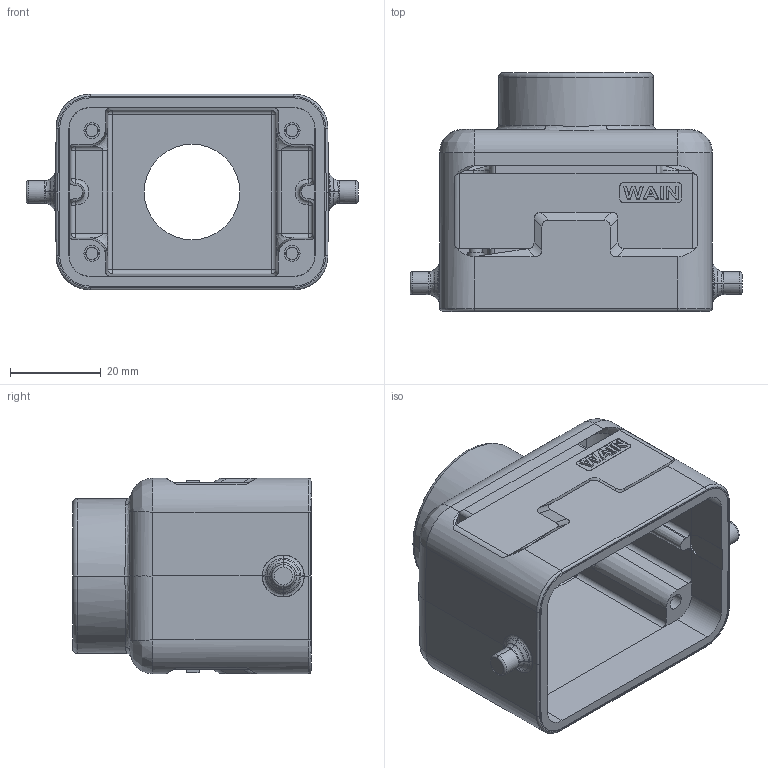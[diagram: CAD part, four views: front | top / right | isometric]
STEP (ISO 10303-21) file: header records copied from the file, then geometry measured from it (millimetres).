
FILE_DESCRIPTION((''),'2;1');
FILE_NAME('W6B-TE','2017-09-20T',('wl.kang'),(''),'PRO/ENGINEER BY PARAMETRIC TECHNOLOGY CORPORATION, 2012480','PRO/ENGINEER BY PARAMETRIC TECHNOLOGY CORPORATION, 2012480','');
FILE_SCHEMA(('AUTOMOTIVE_DESIGN { 1 0 10303 214 1 1 1 1 }'));
Length unit declared in the file: millimetre
Products named in the file (1): W6B-TE
Bounding box: 73 x 52.5 x 43 mm (x, y, z)
Volume: 39408 mm3; surface area: 21179.5 mm2
Topology: 1 solids, 3 shells, 385 faces, 930 edges, 572 vertices
Faces by surface type: plane 181, cylinder 98, bspline 62, torus 16, cone 16, sphere 12
Entity records: 19098 total; most frequent: CARTESIAN_POINT 7301, ORIENTED_EDGE 1852, DIRECTION 1600, PRESENTATION_STYLE_ASSIGNMENT 965, STYLED_ITEM 933, CURVE_STYLE 930, EDGE_CURVE 930, VERTEX_POINT 572
